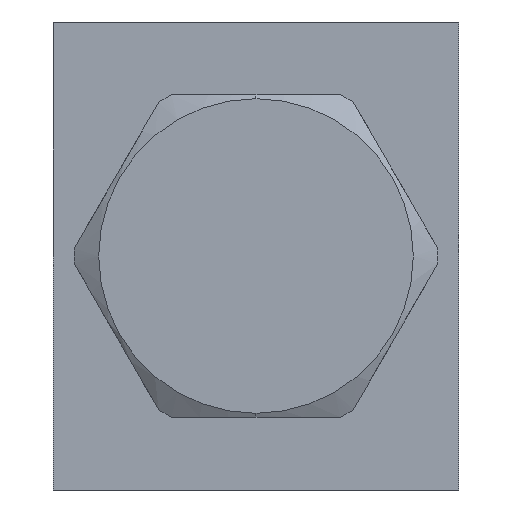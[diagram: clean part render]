
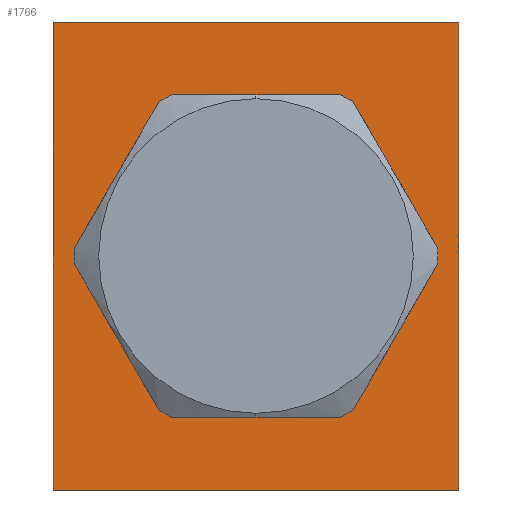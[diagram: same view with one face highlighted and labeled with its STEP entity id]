
A CAD part, front view. The second image highlights one B-rep face of the part: STEP entity #1766.
In plain terms, the highlighted planar face has unit normal (0, -1, 0).
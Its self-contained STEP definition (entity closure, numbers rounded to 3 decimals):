
#89 = VECTOR ( 'NONE', #639, 1000. ) ;
#97 = VECTOR ( 'NONE', #651, 1000. ) ;
#263 = VECTOR ( 'NONE', #738, 1000. ) ;
#270 = AXIS2_PLACEMENT_3D ( 'NONE', #1015, #1016, #1017 ) ;
#323 = VERTEX_POINT ( 'NONE', #331 ) ;
#331 = CARTESIAN_POINT ( 'NONE',  ( 19.5, 6.8, -22.5 ) ) ;
#358 = CARTESIAN_POINT ( 'NONE',  ( 0., 6.8, -15.124 ) ) ;
#363 = CARTESIAN_POINT ( 'NONE',  ( -19.5, 6.8, 22.5 ) ) ;
#375 = CARTESIAN_POINT ( 'NONE',  ( 19.5, 6.8, 22.5 ) ) ;
#434 = CARTESIAN_POINT ( 'NONE',  ( 0., 6.8, 15.124 ) ) ;
#435 = CARTESIAN_POINT ( 'NONE',  ( -19.5, 6.8, -22.5 ) ) ;
#637 = LINE ( 'NONE', #638, #89 ) ;
#638 = CARTESIAN_POINT ( 'NONE',  ( 19.5, 6.8, 22.5 ) ) ;
#639 = DIRECTION ( 'NONE',  ( 0., 0., -1. ) ) ;
#649 = LINE ( 'NONE', #650, #97 ) ;
#650 = CARTESIAN_POINT ( 'NONE',  ( -19.5, 6.8, 22.5 ) ) ;
#651 = DIRECTION ( 'NONE',  ( 0., 0., 1. ) ) ;
#736 = LINE ( 'NONE', #737, #263 ) ;
#737 = CARTESIAN_POINT ( 'NONE',  ( -19.5, 6.8, 22.5 ) ) ;
#738 = DIRECTION ( 'NONE',  ( 1., 0., 0. ) ) ;
#761 = EDGE_LOOP ( 'NONE', ( #955, #1174 ) ) ;
#840 = VERTEX_POINT ( 'NONE', #358 ) ;
#845 = VERTEX_POINT ( 'NONE', #363 ) ;
#857 = VERTEX_POINT ( 'NONE', #375 ) ;
#916 = VERTEX_POINT ( 'NONE', #434 ) ;
#917 = VERTEX_POINT ( 'NONE', #435 ) ;
#955 = ORIENTED_EDGE ( 'NONE', *, *, #2070, .F. ) ;
#960 = ORIENTED_EDGE ( 'NONE', *, *, #2018, .F. ) ;
#982 = ORIENTED_EDGE ( 'NONE', *, *, #1957, .F. ) ;
#987 = ORIENTED_EDGE ( 'NONE', *, *, #2056, .F. ) ;
#1015 = CARTESIAN_POINT ( 'NONE',  ( 0., 6.8, 0. ) ) ;
#1016 = DIRECTION ( 'NONE',  ( 0., -1., 0. ) ) ;
#1017 = DIRECTION ( 'NONE',  ( 0., 0., -1. ) ) ;
#1170 = ORIENTED_EDGE ( 'NONE', *, *, #2025, .F. ) ;
#1174 = ORIENTED_EDGE ( 'NONE', *, *, #1769, .F. ) ;
#1205 = VECTOR ( 'NONE', #1479, 1000. ) ;
#1218 = AXIS2_PLACEMENT_3D ( 'NONE', #2197, #2198, #2199 ) ;
#1219 = FACE_BOUND ( 'NONE', #761, .T. ) ;
#1220 = FACE_OUTER_BOUND ( 'NONE', #2393, .T. ) ;
#1222 = AXIS2_PLACEMENT_3D ( 'NONE', #2206, #2207, #2208 ) ;
#1477 = LINE ( 'NONE', #1478, #1205 ) ;
#1478 = CARTESIAN_POINT ( 'NONE',  ( -19.5, 6.8, -22.5 ) ) ;
#1479 = DIRECTION ( 'NONE',  ( -1., 0., 0. ) ) ;
#1766 = ADVANCED_FACE ( 'NONE', ( #1220, #1219 ), #2196, .T. ) ;
#1769 = EDGE_CURVE ( 'NONE', #916, #840, #2042, .T. ) ;
#1845 = CIRCLE ( 'NONE', #270, 15.124 ) ;
#1957 = EDGE_CURVE ( 'NONE', #323, #917, #1477, .T. ) ;
#2018 = EDGE_CURVE ( 'NONE', #857, #323, #637, .T. ) ;
#2025 = EDGE_CURVE ( 'NONE', #917, #845, #649, .T. ) ;
#2042 = CIRCLE ( 'NONE', #1222, 15.124 ) ;
#2056 = EDGE_CURVE ( 'NONE', #845, #857, #736, .T. ) ;
#2070 = EDGE_CURVE ( 'NONE', #840, #916, #1845, .T. ) ;
#2196 = PLANE ( 'NONE',  #1218 ) ;
#2197 = CARTESIAN_POINT ( 'NONE',  ( 0., 6.8, 0. ) ) ;
#2198 = DIRECTION ( 'NONE',  ( 0., -1., 0. ) ) ;
#2199 = DIRECTION ( 'NONE',  ( 0., 0., -1. ) ) ;
#2206 = CARTESIAN_POINT ( 'NONE',  ( 0., 6.8, 0. ) ) ;
#2207 = DIRECTION ( 'NONE',  ( 0., -1., 0. ) ) ;
#2208 = DIRECTION ( 'NONE',  ( 0., 0., -1. ) ) ;
#2393 = EDGE_LOOP ( 'NONE', ( #982, #960, #987, #1170 ) ) ;
